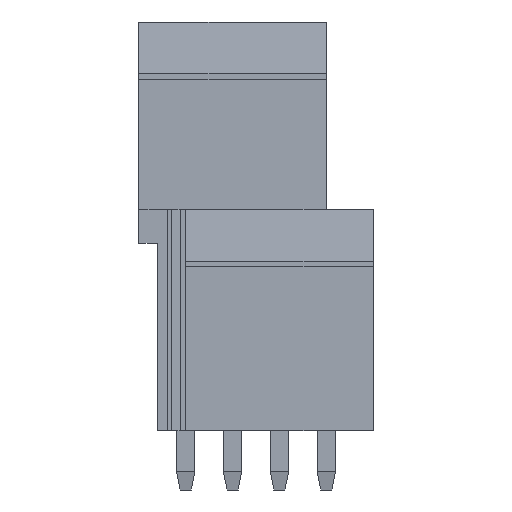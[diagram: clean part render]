
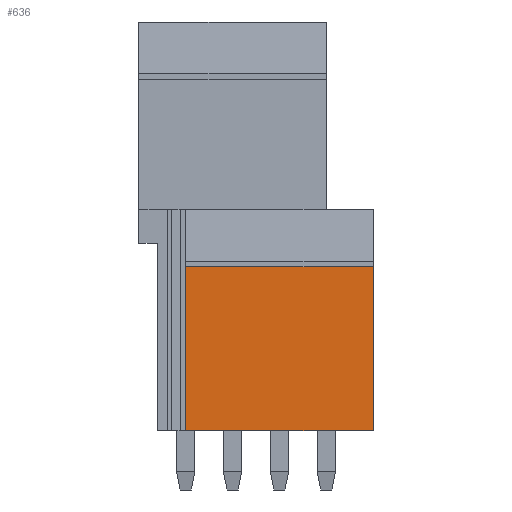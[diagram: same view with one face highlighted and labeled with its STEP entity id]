
A CAD part, front view. The second image highlights one B-rep face of the part: STEP entity #636.
In plain terms, the highlighted planar face has unit normal (0, -1, 0).
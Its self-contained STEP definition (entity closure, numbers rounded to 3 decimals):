
#616=AXIS2_PLACEMENT_3D('Plane Axis2P3D',#613,#614,#615) ;
#560=CARTESIAN_POINT('Vertex',(2.54,0.8,12.1)) ;
#563=CARTESIAN_POINT('Line Origine',(7.62,0.8,12.1)) ;
#567=CARTESIAN_POINT('Vertex',(12.7,0.8,12.1)) ;
#591=CARTESIAN_POINT('Vertex',(2.54,0.8,3.2)) ;
#594=CARTESIAN_POINT('Line Origine',(2.54,0.8,7.65)) ;
#613=CARTESIAN_POINT('Axis2P3D Location',(0.,0.8,3.2)) ;
#618=CARTESIAN_POINT('Line Origine',(7.62,0.8,3.2)) ;
#622=CARTESIAN_POINT('Vertex',(12.7,0.8,3.2)) ;
#625=CARTESIAN_POINT('Line Origine',(12.7,0.8,7.65)) ;
#564=DIRECTION('Vector Direction',(1.,0.,0.)) ;
#595=DIRECTION('Vector Direction',(0.,0.,1.)) ;
#614=DIRECTION('Axis2P3D Direction',(-0.,1.,0.)) ;
#615=DIRECTION('Axis2P3D XDirection',(0.,0.,1.)) ;
#619=DIRECTION('Vector Direction',(1.,0.,0.)) ;
#626=DIRECTION('Vector Direction',(0.,0.,1.)) ;
#565=VECTOR('Line Direction',#564,1.) ;
#596=VECTOR('Line Direction',#595,1.) ;
#620=VECTOR('Line Direction',#619,1.) ;
#627=VECTOR('Line Direction',#626,1.) ;
#631=ORIENTED_EDGE('',*,*,#598,.F.) ;
#632=ORIENTED_EDGE('',*,*,#624,.T.) ;
#633=ORIENTED_EDGE('',*,*,#629,.T.) ;
#634=ORIENTED_EDGE('',*,*,#569,.F.) ;
#636=ADVANCED_FACE('Housing',(#635),#617,.F.) ;
#569=EDGE_CURVE('',#561,#568,#566,.T.) ;
#598=EDGE_CURVE('',#592,#561,#597,.T.) ;
#624=EDGE_CURVE('',#592,#623,#621,.T.) ;
#629=EDGE_CURVE('',#623,#568,#628,.T.) ;
#630=EDGE_LOOP('',(#631,#632,#633,#634)) ;
#635=FACE_OUTER_BOUND('',#630,.T.) ;
#566=LINE('Line',#563,#565) ;
#597=LINE('Line',#594,#596) ;
#621=LINE('Line',#618,#620) ;
#628=LINE('Line',#625,#627) ;
#617=PLANE('',#616) ;
#561=VERTEX_POINT('',#560) ;
#568=VERTEX_POINT('',#567) ;
#592=VERTEX_POINT('',#591) ;
#623=VERTEX_POINT('',#622) ;
